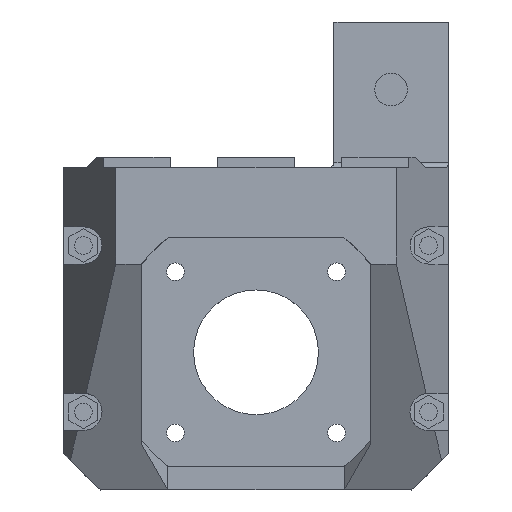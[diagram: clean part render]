
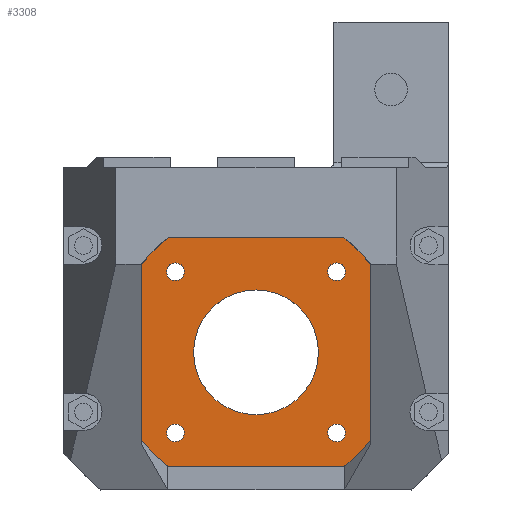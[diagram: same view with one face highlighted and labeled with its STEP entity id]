
A CAD part, top view. The second image highlights one B-rep face of the part: STEP entity #3308.
In plain terms, the highlighted planar face has unit normal (0, 0, 1).
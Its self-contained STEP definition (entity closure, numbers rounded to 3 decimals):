
#58=FACE_BOUND('',#1309,.T.);
#59=FACE_BOUND('',#1310,.T.);
#60=FACE_BOUND('',#1311,.T.);
#61=FACE_BOUND('',#1312,.T.);
#62=FACE_BOUND('',#1313,.T.);
#170=LINE('',#4845,#525);
#352=LINE('',#5358,#707);
#441=LINE('',#5549,#796);
#449=LINE('',#5584,#804);
#525=VECTOR('',#3810,10.);
#707=VECTOR('',#4230,10.);
#796=VECTOR('',#4407,10.);
#804=VECTOR('',#4459,10.);
#933=PLANE('',#3584);
#1108=FACE_OUTER_BOUND('',#1308,.T.);
#1308=EDGE_LOOP('',(#3108,#3109,#3110,#3111,#3112,#3113,#3114,#3115));
#1309=EDGE_LOOP('',(#3116));
#1310=EDGE_LOOP('',(#3117));
#1311=EDGE_LOOP('',(#3118));
#1312=EDGE_LOOP('',(#3119));
#1313=EDGE_LOOP('',(#3120));
#1340=CIRCLE('',#3363,1.7);
#1342=CIRCLE('',#3367,1.7);
#1344=CIRCLE('',#3371,1.7);
#1346=CIRCLE('',#3375,12.);
#1348=CIRCLE('',#3379,1.7);
#1388=CIRCLE('',#3573,27.75);
#1389=CIRCLE('',#3575,27.75);
#1390=CIRCLE('',#3580,27.75);
#1391=CIRCLE('',#3583,27.75);
#1485=VERTEX_POINT('',#4757);
#1487=VERTEX_POINT('',#4765);
#1489=VERTEX_POINT('',#4773);
#1491=VERTEX_POINT('',#4781);
#1493=VERTEX_POINT('',#4789);
#1510=VERTEX_POINT('',#4842);
#1511=VERTEX_POINT('',#4844);
#1652=VERTEX_POINT('',#5355);
#1653=VERTEX_POINT('',#5357);
#1710=VERTEX_POINT('',#5546);
#1711=VERTEX_POINT('',#5548);
#1715=VERTEX_POINT('',#5578);
#1716=VERTEX_POINT('',#5582);
#1807=EDGE_CURVE('',#1485,#1485,#1340,.T.);
#1811=EDGE_CURVE('',#1487,#1487,#1342,.T.);
#1815=EDGE_CURVE('',#1489,#1489,#1344,.T.);
#1820=EDGE_CURVE('',#1491,#1491,#1346,.T.);
#1823=EDGE_CURVE('',#1493,#1493,#1348,.T.);
#1848=EDGE_CURVE('',#1510,#1511,#170,.T.);
#2071=EDGE_CURVE('',#1652,#1653,#352,.T.);
#2169=EDGE_CURVE('',#1710,#1711,#441,.T.);
#2175=EDGE_CURVE('',#1511,#1710,#1388,.T.);
#2176=EDGE_CURVE('',#1653,#1510,#1389,.T.);
#2181=EDGE_CURVE('',#1715,#1652,#1390,.T.);
#2183=EDGE_CURVE('',#1716,#1715,#449,.T.);
#2184=EDGE_CURVE('',#1711,#1716,#1391,.T.);
#3108=ORIENTED_EDGE('',*,*,#2175,.F.);
#3109=ORIENTED_EDGE('',*,*,#1848,.F.);
#3110=ORIENTED_EDGE('',*,*,#2176,.F.);
#3111=ORIENTED_EDGE('',*,*,#2071,.F.);
#3112=ORIENTED_EDGE('',*,*,#2181,.F.);
#3113=ORIENTED_EDGE('',*,*,#2183,.F.);
#3114=ORIENTED_EDGE('',*,*,#2184,.F.);
#3115=ORIENTED_EDGE('',*,*,#2169,.F.);
#3116=ORIENTED_EDGE('',*,*,#1815,.T.);
#3117=ORIENTED_EDGE('',*,*,#1807,.T.);
#3118=ORIENTED_EDGE('',*,*,#1811,.T.);
#3119=ORIENTED_EDGE('',*,*,#1823,.T.);
#3120=ORIENTED_EDGE('',*,*,#1820,.F.);
#3308=ADVANCED_FACE('',(#1108,#58,#59,#60,#61,#62),#933,.F.);
#3363=AXIS2_PLACEMENT_3D('',#4758,#3721,#3722);
#3367=AXIS2_PLACEMENT_3D('',#4766,#3731,#3732);
#3371=AXIS2_PLACEMENT_3D('',#4774,#3741,#3742);
#3375=AXIS2_PLACEMENT_3D('',#4783,#3752,#3753);
#3379=AXIS2_PLACEMENT_3D('',#4790,#3761,#3762);
#3573=AXIS2_PLACEMENT_3D('',#5568,#4436,#4437);
#3575=AXIS2_PLACEMENT_3D('',#5570,#4440,#4441);
#3580=AXIS2_PLACEMENT_3D('',#5580,#4454,#4455);
#3583=AXIS2_PLACEMENT_3D('',#5586,#4462,#4463);
#3584=AXIS2_PLACEMENT_3D('',#5587,#4464,#4465);
#3721=DIRECTION('center_axis',(0.,0.,-1.));
#3722=DIRECTION('ref_axis',(1.,0.,0.));
#3731=DIRECTION('center_axis',(0.,0.,-1.));
#3732=DIRECTION('ref_axis',(1.,0.,0.));
#3741=DIRECTION('center_axis',(0.,0.,-1.));
#3742=DIRECTION('ref_axis',(1.,0.,0.));
#3752=DIRECTION('center_axis',(0.,0.,1.));
#3753=DIRECTION('ref_axis',(-1.,0.,0.));
#3761=DIRECTION('center_axis',(0.,0.,-1.));
#3762=DIRECTION('ref_axis',(1.,0.,0.));
#3810=DIRECTION('',(1.,0.,0.));
#4230=DIRECTION('',(0.,1.,0.));
#4407=DIRECTION('',(0.,-1.,0.));
#4436=DIRECTION('center_axis',(0.,0.,-1.));
#4437=DIRECTION('ref_axis',(0.609,0.793,0.));
#4440=DIRECTION('center_axis',(0.,0.,-1.));
#4441=DIRECTION('ref_axis',(-0.793,0.609,0.));
#4454=DIRECTION('center_axis',(0.,0.,-1.));
#4455=DIRECTION('ref_axis',(-0.609,-0.793,0.));
#4459=DIRECTION('',(-1.,0.,0.));
#4462=DIRECTION('center_axis',(0.,0.,-1.));
#4463=DIRECTION('ref_axis',(0.793,-0.609,0.));
#4464=DIRECTION('center_axis',(0.,0.,-1.));
#4465=DIRECTION('ref_axis',(-1.,0.,0.));
#4757=CARTESIAN_POINT('',(13.8,-15.5,5.));
#4758=CARTESIAN_POINT('Origin',(15.5,-15.5,5.));
#4765=CARTESIAN_POINT('',(-17.2,-15.5,5.));
#4766=CARTESIAN_POINT('Origin',(-15.5,-15.5,5.));
#4773=CARTESIAN_POINT('',(-17.2,15.5,5.));
#4774=CARTESIAN_POINT('Origin',(-15.5,15.5,5.));
#4781=CARTESIAN_POINT('',(12.,0.,5.));
#4783=CARTESIAN_POINT('Origin',(0.,0.,5.));
#4789=CARTESIAN_POINT('',(13.8,15.5,5.));
#4790=CARTESIAN_POINT('Origin',(15.5,15.5,5.));
#4842=CARTESIAN_POINT('',(-16.913,22.,5.));
#4844=CARTESIAN_POINT('',(16.913,22.,5.));
#4845=CARTESIAN_POINT('',(-22.,22.,5.));
#5355=CARTESIAN_POINT('',(-22.,-16.913,5.));
#5357=CARTESIAN_POINT('',(-22.,16.913,5.));
#5358=CARTESIAN_POINT('',(-22.,-22.,5.));
#5546=CARTESIAN_POINT('',(22.,16.913,5.));
#5548=CARTESIAN_POINT('',(22.,-16.913,5.));
#5549=CARTESIAN_POINT('',(22.,22.,5.));
#5568=CARTESIAN_POINT('Origin',(0.,0.,5.));
#5570=CARTESIAN_POINT('Origin',(0.,0.,5.));
#5578=CARTESIAN_POINT('',(-16.913,-22.,5.));
#5580=CARTESIAN_POINT('Origin',(0.,0.,5.));
#5582=CARTESIAN_POINT('',(16.913,-22.,5.));
#5584=CARTESIAN_POINT('',(22.,-22.,5.));
#5586=CARTESIAN_POINT('Origin',(0.,0.,5.));
#5587=CARTESIAN_POINT('Origin',(0.,0.,5.));
